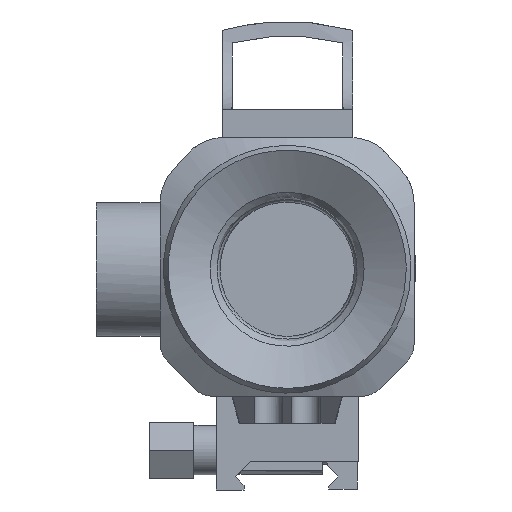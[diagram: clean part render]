
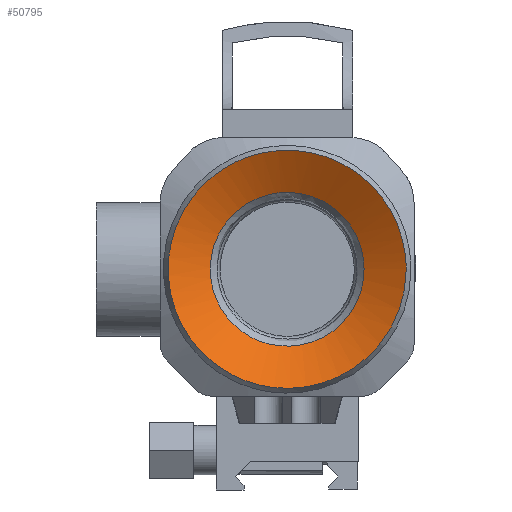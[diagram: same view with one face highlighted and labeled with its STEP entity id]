
A CAD part, left-side view. The second image highlights one B-rep face of the part: STEP entity #50795.
In plain terms, the highlighted free-form (B-spline) face has degree [2, 1] with [9, 2] control points.
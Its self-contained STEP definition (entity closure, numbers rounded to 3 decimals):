
#49925 = VERTEX_POINT('',#49926);
#49926 = CARTESIAN_POINT('',(-398.93,0.,
    104.752));
#49932 = EDGE_CURVE('',#49933,#49925,#49935,.T.);
#49933 = VERTEX_POINT('',#49934);
#49934 = CARTESIAN_POINT('',(-398.93,-20.518,
    84.234));
#49935 = ( BOUNDED_CURVE() B_SPLINE_CURVE(2,(#49936,#49937,#49938,#49939
,#49940),.UNSPECIFIED.,.F.,.F.) B_SPLINE_CURVE_WITH_KNOTS((3,2,3),(
    3.142,5.498,7.854),
.PIECEWISE_BEZIER_KNOTS.) CURVE() GEOMETRIC_REPRESENTATION_ITEM() 
RATIONAL_B_SPLINE_CURVE((1.,0.383,1.,0.383,1.)) 
REPRESENTATION_ITEM('') );
#49936 = CARTESIAN_POINT('',(-398.93,-20.518,
    84.234));
#49937 = CARTESIAN_POINT('',(-398.93,-20.518,
    34.698));
#49938 = CARTESIAN_POINT('',(-398.93,14.509,
    69.725));
#49939 = CARTESIAN_POINT('',(-398.93,49.536,
    104.752));
#49940 = CARTESIAN_POINT('',(-398.93,0.,
    104.752));
#49942 = EDGE_CURVE('',#49925,#49933,#49943,.T.);
#49943 = ( BOUNDED_CURVE() B_SPLINE_CURVE(2,(#49944,#49945,#49946),
.UNSPECIFIED.,.F.,.F.) B_SPLINE_CURVE_WITH_KNOTS((3,3),(1.571,
3.142),.PIECEWISE_BEZIER_KNOTS.) CURVE() 
GEOMETRIC_REPRESENTATION_ITEM() RATIONAL_B_SPLINE_CURVE((1.,
0.707,1.)) REPRESENTATION_ITEM('') );
#49944 = CARTESIAN_POINT('',(-398.93,0.,
    104.752));
#49945 = CARTESIAN_POINT('',(-398.93,-20.518,
    104.752));
#49946 = CARTESIAN_POINT('',(-398.93,-20.518,
    84.234));
#50795 = ADVANCED_FACE('',(#50796),#50818,.F.);
#50796 = FACE_BOUND('',#50797,.F.);
#50797 = EDGE_LOOP('',(#50798,#50805,#50815,#50816,#50817));
#50798 = ORIENTED_EDGE('',*,*,#50799,.T.);
#50799 = EDGE_CURVE('',#49933,#50800,#50802,.T.);
#50800 = VERTEX_POINT('',#50801);
#50801 = CARTESIAN_POINT('',(-405.422,-31.762,
    84.234));
#50802 = B_SPLINE_CURVE_WITH_KNOTS('',1,(#50803,#50804),.UNSPECIFIED.,
  .F.,.F.,(2,2),(4.215,14.434),
  .PIECEWISE_BEZIER_KNOTS.);
#50803 = CARTESIAN_POINT('',(-398.93,-20.518,
    84.234));
#50804 = CARTESIAN_POINT('',(-405.422,-31.762,
    84.234));
#50805 = ORIENTED_EDGE('',*,*,#50806,.T.);
#50806 = EDGE_CURVE('',#50800,#50800,#50807,.T.);
#50807 = ( BOUNDED_CURVE() B_SPLINE_CURVE(2,(#50808,#50809,#50810,#50811
    ,#50812,#50813,#50814),.UNSPECIFIED.,.T.,.F.) 
B_SPLINE_CURVE_WITH_KNOTS((3,2,2,3),(4.712,6.807,
8.901,10.996),.PIECEWISE_BEZIER_KNOTS.) CURVE() 
GEOMETRIC_REPRESENTATION_ITEM() RATIONAL_B_SPLINE_CURVE((1.,0.5,1.,0.5,
1.,0.5,1.)) REPRESENTATION_ITEM('') );
#50808 = CARTESIAN_POINT('',(-405.422,-31.762,
    84.234));
#50809 = CARTESIAN_POINT('',(-405.422,-31.762,
    29.22));
#50810 = CARTESIAN_POINT('',(-405.422,15.881,
    56.727));
#50811 = CARTESIAN_POINT('',(-405.422,63.524,
    84.234));
#50812 = CARTESIAN_POINT('',(-405.422,15.881,
    111.74));
#50813 = CARTESIAN_POINT('',(-405.422,-31.762,
    139.247));
#50814 = CARTESIAN_POINT('',(-405.422,-31.762,
    84.234));
#50815 = ORIENTED_EDGE('',*,*,#50799,.F.);
#50816 = ORIENTED_EDGE('',*,*,#49942,.F.);
#50817 = ORIENTED_EDGE('',*,*,#49932,.F.);
#50818 = ( BOUNDED_SURFACE() B_SPLINE_SURFACE(2,1,(
    (#50819,#50820)
    ,(#50821,#50822)
    ,(#50823,#50824)
    ,(#50825,#50826)
    ,(#50827,#50828)
    ,(#50829,#50830)
    ,(#50831,#50832)
    ,(#50833,#50834)
    ,(#50835,#50836
)),.UNSPECIFIED.,.T.,.F.,.F.) B_SPLINE_SURFACE_WITH_KNOTS((3,2,2,2,3),(2
    ,2),(3.142,4.189,6.283,8.378,
    9.425),(4.215,14.434),.UNSPECIFIED.) 
GEOMETRIC_REPRESENTATION_ITEM() RATIONAL_B_SPLINE_SURFACE((
    (0.75,0.75)
    ,(0.75,0.75)
    ,(1.,1.)
    ,(0.5,0.5)
    ,(1.,1.)
    ,(0.5,0.5)
    ,(1.,1.)
    ,(0.75,0.75)
,(0.75,0.75))) REPRESENTATION_ITEM('') SURFACE() );
#50819 = CARTESIAN_POINT('',(-398.93,-20.518,
    84.234));
#50820 = CARTESIAN_POINT('',(-405.422,-31.762,
    84.234));
#50821 = CARTESIAN_POINT('',(-398.93,-20.518,
    96.08));
#50822 = CARTESIAN_POINT('',(-405.422,-31.762,
    102.571));
#50823 = CARTESIAN_POINT('',(-398.93,-10.259,
    102.003));
#50824 = CARTESIAN_POINT('',(-405.422,-15.881,
    111.74));
#50825 = CARTESIAN_POINT('',(-398.93,20.518,
    119.772));
#50826 = CARTESIAN_POINT('',(-405.422,31.762,
    139.247));
#50827 = CARTESIAN_POINT('',(-398.93,20.518,
    84.234));
#50828 = CARTESIAN_POINT('',(-405.422,31.762,
    84.234));
#50829 = CARTESIAN_POINT('',(-398.93,20.518,
    48.695));
#50830 = CARTESIAN_POINT('',(-405.422,31.762,
    29.22));
#50831 = CARTESIAN_POINT('',(-398.93,-10.259,
    66.464));
#50832 = CARTESIAN_POINT('',(-405.422,-15.881,
    56.727));
#50833 = CARTESIAN_POINT('',(-398.93,-20.518,
    72.387));
#50834 = CARTESIAN_POINT('',(-405.422,-31.762,
    65.896));
#50835 = CARTESIAN_POINT('',(-398.93,-20.518,
    84.234));
#50836 = CARTESIAN_POINT('',(-405.422,-31.762,
    84.234));
